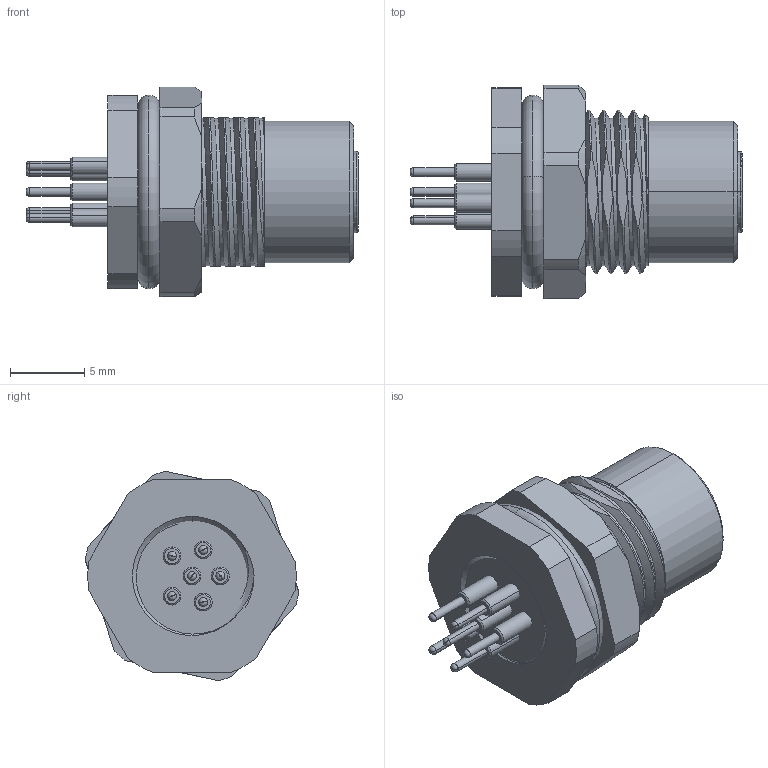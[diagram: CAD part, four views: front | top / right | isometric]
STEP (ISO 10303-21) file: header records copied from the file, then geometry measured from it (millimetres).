
FILE_DESCRIPTION (( 'STEP AP214' ), '1' );
FILE_NAME ('54-00323_revA.STEP', '2023-10-30T22:21:28', ( '' ), ( '' ), 'SwSTEP 2.0', 'SolidWorks 2021', '' );
FILE_SCHEMA (( 'AUTOMOTIVE_DESIGN' ));
Length unit declared in the file: millimetre
Products named in the file (7): 54-00323_revA; 54-00323-01___; 54-00323-04___; 54-00323-05___; 54-00323-03___; 54-00323-06___; 54-00323-02___
Assembly tree (11 placements, depth 2):
  54-00323_revA
    54-00323-01___
    54-00323-02___
    54-00323-06___
    54-00323-05___
    54-00323-04___
    54-00323-03___  x6
Bounding box: 22.3 x 14.34 x 14.07 mm (x, y, z)
Volume: 1548.2 mm3; surface area: 3402.7 mm2
Topology: 11 solids, 11 shells, 409 faces, 1012 edges, 642 vertices
Faces by surface type: cylinder 179, plane 125, cone 48, torus 47, bspline 10
Entity records: 11248 total; most frequent: CARTESIAN_POINT 5200, ORIENTED_EDGE 1280, DIRECTION 1156, EDGE_CURVE 640, AXIS2_PLACEMENT_3D 467, VERTEX_POINT 417, EDGE_LOOP 283, FACE_OUTER_BOUND 249
